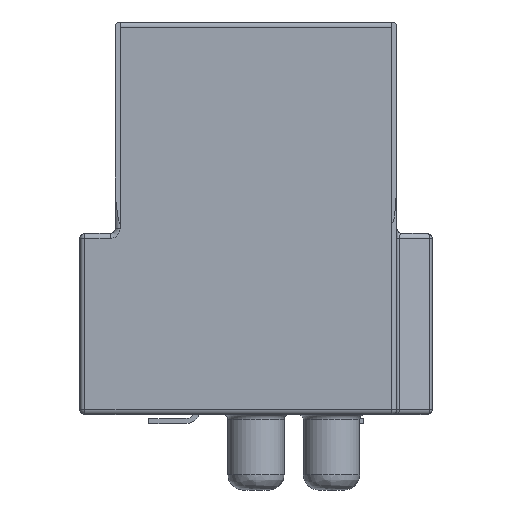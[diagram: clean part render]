
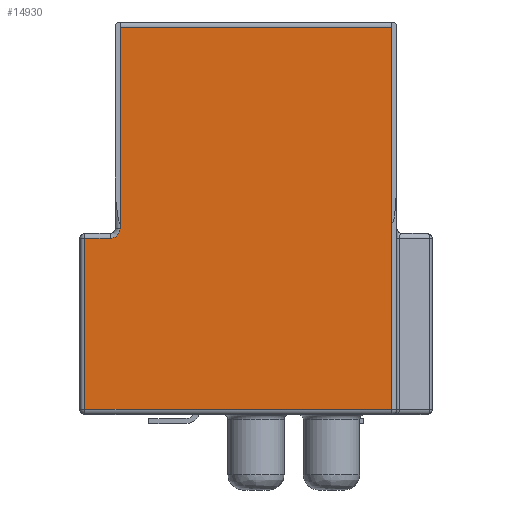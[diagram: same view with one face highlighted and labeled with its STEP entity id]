
A CAD part, left-side view. The second image highlights one B-rep face of the part: STEP entity #14930.
In plain terms, the highlighted planar face has unit normal (-1, 0, 0).
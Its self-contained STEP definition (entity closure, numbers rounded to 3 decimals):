
#1323=FACE_OUTER_BOUND('',#2154,.T.);
#2154=EDGE_LOOP('',(#11736,#11737,#11738,#11739,#11740,#11741,#11742,#11743,
#11744));
#2577=LINE('',#21183,#4153);
#2593=LINE('',#21239,#4169);
#3135=LINE('',#23216,#4711);
#3136=LINE('',#23218,#4712);
#3142=LINE('',#23227,#4718);
#3143=LINE('',#23229,#4719);
#3152=LINE('',#23246,#4728);
#3155=LINE('',#23250,#4731);
#4153=VECTOR('',#16770,10.);
#4169=VECTOR('',#16824,10.);
#4711=VECTOR('',#18856,10.);
#4712=VECTOR('',#18859,10.);
#4718=VECTOR('',#18871,10.);
#4719=VECTOR('',#18874,10.);
#4728=VECTOR('',#18895,10.);
#4731=VECTOR('',#18900,10.);
#5973=CIRCLE('',#16024,0.2);
#6198=VERTEX_POINT('',#21177);
#6200=VERTEX_POINT('',#21181);
#6219=VERTEX_POINT('',#21235);
#6221=VERTEX_POINT('',#21238);
#6825=VERTEX_POINT('',#23015);
#6831=VERTEX_POINT('',#23038);
#6833=VERTEX_POINT('',#23047);
#6834=VERTEX_POINT('',#23048);
#6849=VERTEX_POINT('',#23086);
#7546=EDGE_CURVE('',#6200,#6198,#2577,.T.);
#7572=EDGE_CURVE('',#6219,#6221,#2593,.T.);
#8455=EDGE_CURVE('',#6833,#6834,#5973,.T.);
#8541=EDGE_CURVE('',#6198,#6219,#3135,.T.);
#8542=EDGE_CURVE('',#6221,#6849,#3136,.T.);
#8548=EDGE_CURVE('',#6834,#6200,#3142,.T.);
#8549=EDGE_CURVE('',#6849,#6831,#3143,.T.);
#8559=EDGE_CURVE('',#6825,#6833,#3152,.T.);
#8562=EDGE_CURVE('',#6831,#6825,#3155,.T.);
#11736=ORIENTED_EDGE('',*,*,#8541,.F.);
#11737=ORIENTED_EDGE('',*,*,#7546,.F.);
#11738=ORIENTED_EDGE('',*,*,#8548,.F.);
#11739=ORIENTED_EDGE('',*,*,#8455,.F.);
#11740=ORIENTED_EDGE('',*,*,#8559,.F.);
#11741=ORIENTED_EDGE('',*,*,#8562,.F.);
#11742=ORIENTED_EDGE('',*,*,#8549,.F.);
#11743=ORIENTED_EDGE('',*,*,#8542,.F.);
#11744=ORIENTED_EDGE('',*,*,#7572,.F.);
#14208=PLANE('',#16193);
#14930=ADVANCED_FACE('',(#1323),#14208,.T.);
#16024=AXIS2_PLACEMENT_3D('',#23049,#18648,#18649);
#16193=AXIS2_PLACEMENT_3D('',#23571,#19202,#19203);
#16770=DIRECTION('',(0.,0.,1.));
#16824=DIRECTION('',(0.,0.,-1.));
#18648=DIRECTION('center_axis',(-1.,0.,0.));
#18649=DIRECTION('ref_axis',(0.,-0.707,-0.707));
#18856=DIRECTION('',(0.,-1.,0.));
#18859=DIRECTION('',(0.,0.,-1.));
#18871=DIRECTION('',(0.,0.,1.));
#18874=DIRECTION('',(0.,1.,0.));
#18895=DIRECTION('',(0.,-1.,0.));
#18900=DIRECTION('',(0.,0.,1.));
#19202=DIRECTION('center_axis',(-1.,0.,0.));
#19203=DIRECTION('ref_axis',(0.,-1.,0.));
#21177=CARTESIAN_POINT('',(-6.3,2.7,7.88));
#21181=CARTESIAN_POINT('',(-6.3,2.7,3.98));
#21183=CARTESIAN_POINT('',(-6.3,2.7,4.08));
#21235=CARTESIAN_POINT('',(-6.3,-2.7,7.88));
#21238=CARTESIAN_POINT('',(-6.3,-2.7,3.98));
#21239=CARTESIAN_POINT('',(-6.3,-2.7,4.08));
#23015=CARTESIAN_POINT('',(-6.3,3.4,3.68));
#23038=CARTESIAN_POINT('',(-6.3,3.4,0.28));
#23047=CARTESIAN_POINT('',(-6.3,2.9,3.68));
#23048=CARTESIAN_POINT('',(-6.3,2.7,3.88));
#23049=CARTESIAN_POINT('Origin',(-6.3,2.9,3.88));
#23086=CARTESIAN_POINT('',(-6.3,-2.7,0.28));
#23216=CARTESIAN_POINT('',(-6.3,1.75,7.88));
#23218=CARTESIAN_POINT('',(-6.3,-2.7,4.08));
#23227=CARTESIAN_POINT('',(-6.3,2.7,4.08));
#23229=CARTESIAN_POINT('',(-6.3,1.75,0.28));
#23246=CARTESIAN_POINT('',(-6.3,1.75,3.68));
#23250=CARTESIAN_POINT('',(-6.3,3.4,0.18));
#23571=CARTESIAN_POINT('Origin',(-6.3,3.5,0.18));
